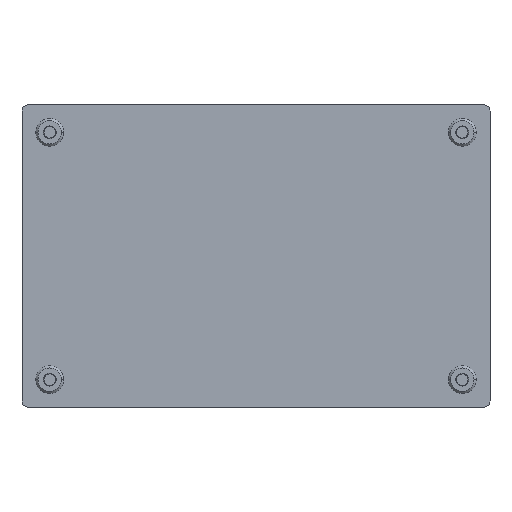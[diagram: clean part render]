
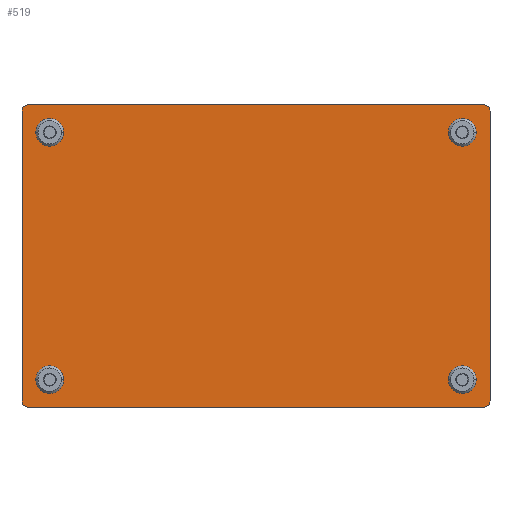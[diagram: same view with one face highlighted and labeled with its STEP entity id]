
A CAD part, front view. The second image highlights one B-rep face of the part: STEP entity #519.
In plain terms, the highlighted planar face has unit normal (0, -1, 0).
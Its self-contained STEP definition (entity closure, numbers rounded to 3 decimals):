
#519=ADVANCED_FACE('',(#1045,#1046,#1047,#1048,#1049),#1050,.F.);
#1045=FACE_BOUND('',#1571,.T.);
#1046=FACE_BOUND('',#1572,.T.);
#1047=FACE_BOUND('',#1573,.T.);
#1048=FACE_BOUND('',#1574,.T.);
#1049=FACE_OUTER_BOUND('',#1575,.T.);
#1050=PLANE('',#1576);
#1571=EDGE_LOOP('',(#3059,#3060));
#1572=EDGE_LOOP('',(#3061,#3062));
#1573=EDGE_LOOP('',(#3063,#3064));
#1574=EDGE_LOOP('',(#3065,#3066));
#1575=EDGE_LOOP('',(#3067,#3068,#3069,#3070,#3071,#3072,#3073,#3074));
#1576=AXIS2_PLACEMENT_3D('',#3075,#3076,#3077);
#3059=ORIENTED_EDGE('',*,*,#3641,.T.);
#3060=ORIENTED_EDGE('',*,*,#3116,.T.);
#3061=ORIENTED_EDGE('',*,*,#3645,.T.);
#3062=ORIENTED_EDGE('',*,*,#3111,.T.);
#3063=ORIENTED_EDGE('',*,*,#3649,.T.);
#3064=ORIENTED_EDGE('',*,*,#3106,.T.);
#3065=ORIENTED_EDGE('',*,*,#3653,.T.);
#3066=ORIENTED_EDGE('',*,*,#3101,.T.);
#3067=ORIENTED_EDGE('',*,*,#3686,.F.);
#3068=ORIENTED_EDGE('',*,*,#3658,.F.);
#3069=ORIENTED_EDGE('',*,*,#3663,.F.);
#3070=ORIENTED_EDGE('',*,*,#3667,.F.);
#3071=ORIENTED_EDGE('',*,*,#3671,.F.);
#3072=ORIENTED_EDGE('',*,*,#3675,.F.);
#3073=ORIENTED_EDGE('',*,*,#3679,.F.);
#3074=ORIENTED_EDGE('',*,*,#3683,.F.);
#3075=CARTESIAN_POINT('',(109.75,9.0,71.0));
#3076=DIRECTION('',(-0.0,1.0,0.0));
#3077=DIRECTION('',(1.0,0.0,0.0));
#3101=EDGE_CURVE('',#3694,#3691,#3695,.T.);
#3106=EDGE_CURVE('',#3703,#3700,#3704,.T.);
#3111=EDGE_CURVE('',#3712,#3709,#3713,.T.);
#3116=EDGE_CURVE('',#3721,#3718,#3722,.T.);
#3641=EDGE_CURVE('',#3718,#3721,#4496,.T.);
#3645=EDGE_CURVE('',#3709,#3712,#4500,.T.);
#3649=EDGE_CURVE('',#3700,#3703,#4504,.T.);
#3653=EDGE_CURVE('',#3691,#3694,#4508,.T.);
#3658=EDGE_CURVE('',#4514,#4516,#4517,.T.);
#3663=EDGE_CURVE('',#4522,#4514,#4524,.T.);
#3667=EDGE_CURVE('',#4528,#4522,#4530,.T.);
#3671=EDGE_CURVE('',#4534,#4528,#4536,.T.);
#3675=EDGE_CURVE('',#4540,#4534,#4542,.T.);
#3679=EDGE_CURVE('',#4546,#4540,#4548,.T.);
#3683=EDGE_CURVE('',#4552,#4546,#4554,.T.);
#3686=EDGE_CURVE('',#4516,#4552,#4557,.T.);
#3691=VERTEX_POINT('',#4562);
#3694=VERTEX_POINT('',#4566);
#3695=CIRCLE('',#4567,6.5);
#3700=VERTEX_POINT('',#4573);
#3703=VERTEX_POINT('',#4577);
#3704=CIRCLE('',#4578,6.5);
#3709=VERTEX_POINT('',#4584);
#3712=VERTEX_POINT('',#4588);
#3713=CIRCLE('',#4589,6.5);
#3718=VERTEX_POINT('',#4595);
#3721=VERTEX_POINT('',#4599);
#3722=CIRCLE('',#4600,6.5);
#4496=CIRCLE('',#5503,6.5);
#4500=CIRCLE('',#5507,6.5);
#4504=CIRCLE('',#5511,6.5);
#4508=CIRCLE('',#5515,6.5);
#4514=VERTEX_POINT('',#5522);
#4516=VERTEX_POINT('',#5525);
#4517=LINE('',#5526,#5527);
#4522=VERTEX_POINT('',#5533);
#4524=CIRCLE('',#5536,3.);
#4528=VERTEX_POINT('',#5541);
#4530=LINE('',#5544,#5545);
#4534=VERTEX_POINT('',#5549);
#4536=CIRCLE('',#5552,3.);
#4540=VERTEX_POINT('',#5557);
#4542=LINE('',#5560,#5561);
#4546=VERTEX_POINT('',#5565);
#4548=CIRCLE('',#5568,3.);
#4552=VERTEX_POINT('',#5573);
#4554=LINE('',#5576,#5577);
#4557=CIRCLE('',#5580,3.);
#4562=CARTESIAN_POINT('',(19.5,9.0,129.0));
#4566=CARTESIAN_POINT('',(6.5,9.0,129.0));
#4567=AXIS2_PLACEMENT_3D('',#5585,#5586,#5587);
#4573=CARTESIAN_POINT('',(19.5,9.0,13.0));
#4577=CARTESIAN_POINT('',(6.5,9.0,13.0));
#4578=AXIS2_PLACEMENT_3D('',#5593,#5594,#5595);
#4584=CARTESIAN_POINT('',(213.0,9.0,129.0));
#4588=CARTESIAN_POINT('',(200.0,9.0,129.0));
#4589=AXIS2_PLACEMENT_3D('',#5601,#5602,#5603);
#4595=CARTESIAN_POINT('',(213.0,9.0,13.0));
#4599=CARTESIAN_POINT('',(200.0,9.0,13.0));
#4600=AXIS2_PLACEMENT_3D('',#5609,#5610,#5611);
#5503=AXIS2_PLACEMENT_3D('',#6491,#6492,#6493);
#5507=AXIS2_PLACEMENT_3D('',#6497,#6498,#6499);
#5511=AXIS2_PLACEMENT_3D('',#6503,#6504,#6505);
#5515=AXIS2_PLACEMENT_3D('',#6509,#6510,#6511);
#5522=CARTESIAN_POINT('',(219.5,9.0,139.0));
#5525=CARTESIAN_POINT('',(219.5,9.0,3.0));
#5526=CARTESIAN_POINT('',(219.5,9.0,139.0));
#5527=VECTOR('',#6514,1.0);
#5533=CARTESIAN_POINT('',(216.5,9.0,142.0));
#5536=AXIS2_PLACEMENT_3D('',#6520,#6521,#6522);
#5541=CARTESIAN_POINT('',(3.0,9.0,142.0));
#5544=CARTESIAN_POINT('',(3.0,9.0,142.0));
#5545=VECTOR('',#6525,1.0);
#5549=CARTESIAN_POINT('',(0.0,9.0,139.0));
#5552=AXIS2_PLACEMENT_3D('',#6530,#6531,#6532);
#5557=CARTESIAN_POINT('',(0.0,9.0,3.0));
#5560=CARTESIAN_POINT('',(0.0,9.0,3.0));
#5561=VECTOR('',#6535,1.0);
#5565=CARTESIAN_POINT('',(3.0,9.0,0.0));
#5568=AXIS2_PLACEMENT_3D('',#6540,#6541,#6542);
#5573=CARTESIAN_POINT('',(216.5,9.0,0.0));
#5576=CARTESIAN_POINT('',(216.5,9.0,0.0));
#5577=VECTOR('',#6545,1.0);
#5580=AXIS2_PLACEMENT_3D('',#6549,#6550,#6551);
#5585=CARTESIAN_POINT('',(13.0,9.0,129.0));
#5586=DIRECTION('',(0.0,1.0,0.0));
#5587=DIRECTION('',(1.0,0.0,0.));
#5593=CARTESIAN_POINT('',(13.0,9.0,13.0));
#5594=DIRECTION('',(0.0,1.0,0.0));
#5595=DIRECTION('',(1.0,0.0,0.));
#5601=CARTESIAN_POINT('',(206.5,9.0,129.0));
#5602=DIRECTION('',(0.0,1.0,0.0));
#5603=DIRECTION('',(1.0,0.0,0.));
#5609=CARTESIAN_POINT('',(206.5,9.0,13.0));
#5610=DIRECTION('',(0.0,1.0,0.0));
#5611=DIRECTION('',(1.0,0.0,0.));
#6491=CARTESIAN_POINT('',(206.5,9.0,13.0));
#6492=DIRECTION('',(0.0,1.0,0.0));
#6493=DIRECTION('',(1.0,0.0,0.));
#6497=CARTESIAN_POINT('',(206.5,9.0,129.0));
#6498=DIRECTION('',(0.0,1.0,0.0));
#6499=DIRECTION('',(1.0,0.0,0.));
#6503=CARTESIAN_POINT('',(13.0,9.0,13.0));
#6504=DIRECTION('',(0.0,1.0,0.0));
#6505=DIRECTION('',(1.0,0.0,0.));
#6509=CARTESIAN_POINT('',(13.0,9.0,129.0));
#6510=DIRECTION('',(0.0,1.0,0.0));
#6511=DIRECTION('',(1.0,0.0,0.));
#6514=DIRECTION('',(0.0,0.0,-1.0));
#6520=CARTESIAN_POINT('',(216.5,9.0,139.0));
#6521=DIRECTION('',(-0.0,1.0,0.0));
#6522=DIRECTION('',(0.,0.0,1.0));
#6525=DIRECTION('',(1.0,0.0,0.0));
#6530=CARTESIAN_POINT('',(3.,9.0,139.0));
#6531=DIRECTION('',(0.0,1.0,0.0));
#6532=DIRECTION('',(-1.0,0.0,0.));
#6535=DIRECTION('',(0.0,0.0,1.0));
#6540=CARTESIAN_POINT('',(3.,9.0,3.));
#6541=DIRECTION('',(0.0,1.0,0.0));
#6542=DIRECTION('',(0.,0.0,-1.0));
#6545=DIRECTION('',(-1.0,0.0,0.0));
#6549=CARTESIAN_POINT('',(216.5,9.0,3.));
#6550=DIRECTION('',(0.0,1.0,0.0));
#6551=DIRECTION('',(1.0,0.0,0.));
